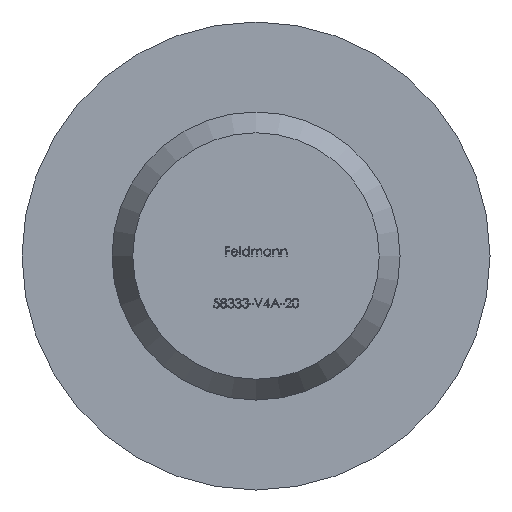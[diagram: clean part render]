
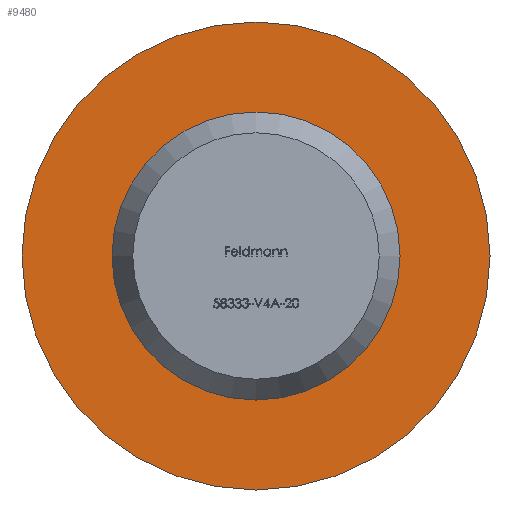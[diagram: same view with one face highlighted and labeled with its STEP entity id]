
A CAD part, front view. The second image highlights one B-rep face of the part: STEP entity #9480.
In plain terms, the highlighted planar face has unit normal (0, -1, 0).
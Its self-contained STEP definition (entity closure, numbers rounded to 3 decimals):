
#170 = DIRECTION ( 'NONE',  ( 0., 1., 0. ) ) ;
#563 = CARTESIAN_POINT ( 'NONE',  ( 0., 0., 0. ) ) ;
#669 = EDGE_CURVE ( 'NONE', #11564, #11564, #1719, .T. ) ;
#1719 = CIRCLE ( 'NONE', #2336, 4. ) ;
#2116 = ORIENTED_EDGE ( 'NONE', *, *, #9074, .F. ) ;
#2336 = AXIS2_PLACEMENT_3D ( 'NONE', #563, #11788, #6859 ) ;
#2672 = DIRECTION ( 'NONE',  ( 0., 0., 1. ) ) ;
#5137 = CARTESIAN_POINT ( 'NONE',  ( 0., 0., 0. ) ) ;
#5999 = CARTESIAN_POINT ( 'NONE',  ( 0., 0., 0. ) ) ;
#6288 = DIRECTION ( 'NONE',  ( 0., 0., 1. ) ) ;
#6354 = AXIS2_PLACEMENT_3D ( 'NONE', #5137, #170, #2672 ) ;
#6859 = DIRECTION ( 'NONE',  ( 0., 0., 1. ) ) ;
#7019 = FACE_BOUND ( 'NONE', #8327, .T. ) ;
#8327 = EDGE_LOOP ( 'NONE', ( #15556 ) ) ;
#9074 = EDGE_CURVE ( 'NONE', #12912, #12912, #15918, .T. ) ;
#9382 = CARTESIAN_POINT ( 'NONE',  ( 0., 0., 6.5 ) ) ;
#9480 = ADVANCED_FACE ( 'NONE', ( #7019, #15161 ), #11284, .F. ) ;
#9662 = DIRECTION ( 'NONE',  ( 0., 1., 0. ) ) ;
#10500 = AXIS2_PLACEMENT_3D ( 'NONE', #5999, #9662, #6288 ) ;
#10575 = CARTESIAN_POINT ( 'NONE',  ( 0., 0., 4. ) ) ;
#11057 = EDGE_LOOP ( 'NONE', ( #2116 ) ) ;
#11284 = PLANE ( 'NONE',  #6354 ) ;
#11564 = VERTEX_POINT ( 'NONE', #10575 ) ;
#11788 = DIRECTION ( 'NONE',  ( 0., -1., 0. ) ) ;
#12912 = VERTEX_POINT ( 'NONE', #9382 ) ;
#15161 = FACE_OUTER_BOUND ( 'NONE', #11057, .T. ) ;
#15556 = ORIENTED_EDGE ( 'NONE', *, *, #669, .F. ) ;
#15918 = CIRCLE ( 'NONE', #10500, 6.5 ) ;
